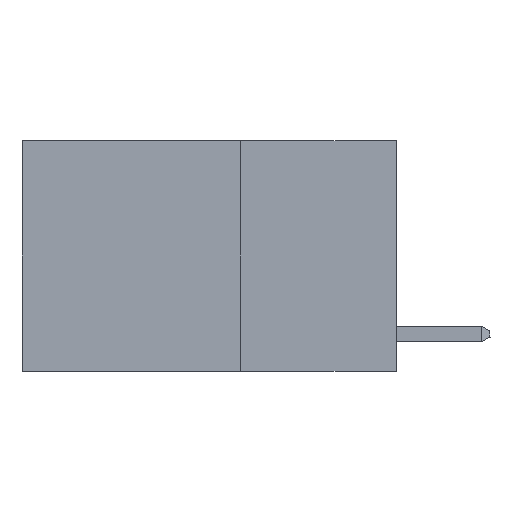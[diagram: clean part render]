
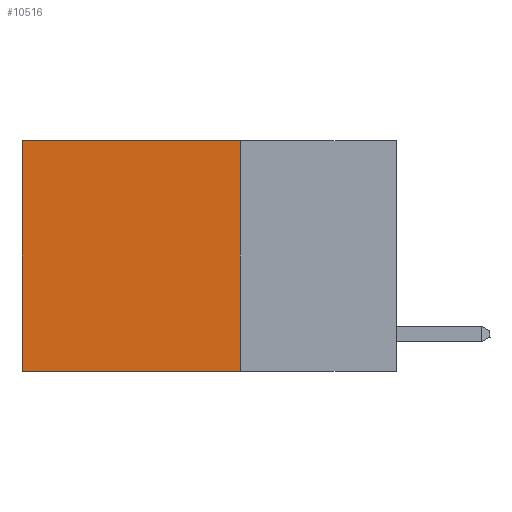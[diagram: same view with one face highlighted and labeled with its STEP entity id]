
A CAD part, left-side view. The second image highlights one B-rep face of the part: STEP entity #10516.
In plain terms, the highlighted planar face has unit normal (-1, 0, 0).
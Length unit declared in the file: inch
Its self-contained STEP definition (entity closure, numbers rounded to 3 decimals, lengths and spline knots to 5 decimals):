
#558 = EDGE_LOOP ( 'NONE', ( #2230, #2548, #6430, #10340 ) ) ;
#580 = VECTOR ( 'NONE', #9919, 39.37008 ) ;
#2078 = VECTOR ( 'NONE', #13972, 39.37008 ) ;
#2215 = EDGE_CURVE ( 'NONE', #11452, #9127, #2544, .T. ) ;
#2230 = ORIENTED_EDGE ( 'NONE', *, *, #13724, .T. ) ;
#2514 = DIRECTION ( 'NONE',  ( 1., 0., 0. ) ) ;
#2544 = LINE ( 'NONE', #13910, #2078 ) ;
#2548 = ORIENTED_EDGE ( 'NONE', *, *, #17879, .F. ) ;
#3003 = VERTEX_POINT ( 'NONE', #14505 ) ;
#3192 = CARTESIAN_POINT ( 'NONE',  ( 0.2625, 0.25, -0.37 ) ) ;
#3584 = DIRECTION ( 'NONE',  ( 0., 1., 0. ) ) ;
#4431 = LINE ( 'NONE', #17112, #580 ) ;
#5343 = CARTESIAN_POINT ( 'NONE',  ( 0.2625, 0.25, 0. ) ) ;
#6430 = ORIENTED_EDGE ( 'NONE', *, *, #2215, .F. ) ;
#6607 = CARTESIAN_POINT ( 'NONE',  ( 0.2625, 0.25, -0.37 ) ) ;
#6823 = CARTESIAN_POINT ( 'NONE',  ( 0.2625, 0.6, -0.37 ) ) ;
#6926 = VECTOR ( 'NONE', #3584, 39.37008 ) ;
#7460 = EDGE_CURVE ( 'NONE', #11452, #3003, #18038, .T. ) ;
#9127 = VERTEX_POINT ( 'NONE', #3192 ) ;
#9603 = LINE ( 'NONE', #6607, #13491 ) ;
#9816 = FACE_OUTER_BOUND ( 'NONE', #558, .T. ) ;
#9919 = DIRECTION ( 'NONE',  ( 0., 0., -1. ) ) ;
#10340 = ORIENTED_EDGE ( 'NONE', *, *, #7460, .T. ) ;
#10516 = ADVANCED_FACE ( 'NONE', ( #9816 ), #11252, .F. ) ;
#11252 = PLANE ( 'NONE',  #18242 ) ;
#11452 = VERTEX_POINT ( 'NONE', #13520 ) ;
#12329 = CARTESIAN_POINT ( 'NONE',  ( 0.2625, 0.25, 0. ) ) ;
#12507 = DIRECTION ( 'NONE',  ( 0., 1., 0. ) ) ;
#12729 = DIRECTION ( 'NONE',  ( 0., 0., -1. ) ) ;
#13491 = VECTOR ( 'NONE', #12507, 39.37008 ) ;
#13520 = CARTESIAN_POINT ( 'NONE',  ( 0.2625, 0.25, 0. ) ) ;
#13724 = EDGE_CURVE ( 'NONE', #3003, #17324, #4431, .T. ) ;
#13910 = CARTESIAN_POINT ( 'NONE',  ( 0.2625, 0.25, 0. ) ) ;
#13972 = DIRECTION ( 'NONE',  ( 0., 0., -1. ) ) ;
#14505 = CARTESIAN_POINT ( 'NONE',  ( 0.2625, 0.6, 0. ) ) ;
#17112 = CARTESIAN_POINT ( 'NONE',  ( 0.2625, 0.6, 0. ) ) ;
#17324 = VERTEX_POINT ( 'NONE', #6823 ) ;
#17879 = EDGE_CURVE ( 'NONE', #9127, #17324, #9603, .T. ) ;
#18038 = LINE ( 'NONE', #12329, #6926 ) ;
#18242 = AXIS2_PLACEMENT_3D ( 'NONE', #5343, #2514, #12729 ) ;
